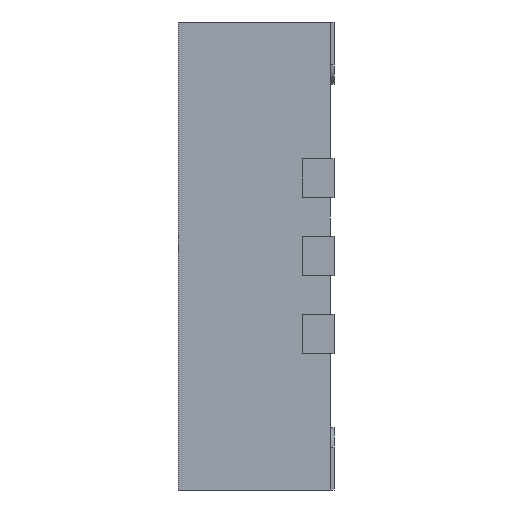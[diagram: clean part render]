
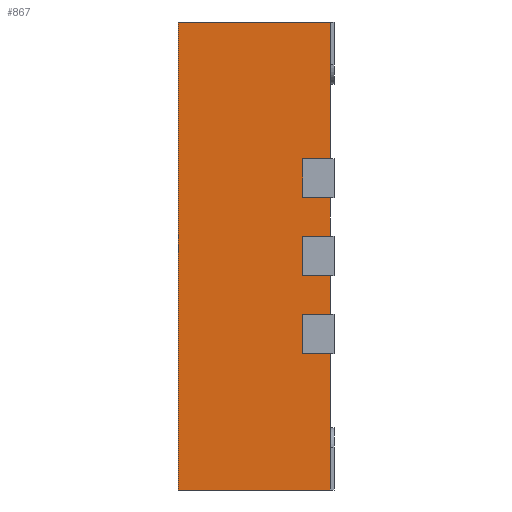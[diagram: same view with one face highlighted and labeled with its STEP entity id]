
A CAD part, left-side view. The second image highlights one B-rep face of the part: STEP entity #867.
In plain terms, the highlighted planar face has unit normal (-1, 0, 0).
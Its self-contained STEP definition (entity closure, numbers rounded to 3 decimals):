
#42 = VECTOR ( 'NONE', #1260, 1000. ) ;
#50 = VECTOR ( 'NONE', #886, 1000. ) ;
#81 = LINE ( 'NONE', #2427, #4118 ) ;
#96 = ORIENTED_EDGE ( 'NONE', *, *, #2160, .F. ) ;
#103 = ORIENTED_EDGE ( 'NONE', *, *, #1719, .T. ) ;
#118 = CARTESIAN_POINT ( 'NONE',  ( -1., 0.2, -0.125 ) ) ;
#121 = LINE ( 'NONE', #1309, #3115 ) ;
#361 = DIRECTION ( 'NONE',  ( 0., -1., 0. ) ) ;
#424 = CARTESIAN_POINT ( 'NONE',  ( -1., 0.2, -0.625 ) ) ;
#447 = CARTESIAN_POINT ( 'NONE',  ( -1., 0.025, 0.625 ) ) ;
#584 = CARTESIAN_POINT ( 'NONE',  ( -1., 0.2, 0.625 ) ) ;
#636 = ORIENTED_EDGE ( 'NONE', *, *, #3562, .T. ) ;
#667 = VERTEX_POINT ( 'NONE', #4860 ) ;
#696 = CARTESIAN_POINT ( 'NONE',  ( -1., 0.025, 0.375 ) ) ;
#704 = VECTOR ( 'NONE', #3061, 1000. ) ;
#843 = VERTEX_POINT ( 'NONE', #2531 ) ;
#867 = ADVANCED_FACE ( 'NONE', ( #1004 ), #1687, .F. ) ;
#886 = DIRECTION ( 'NONE',  ( 0., 1., 0. ) ) ;
#887 = VECTOR ( 'NONE', #3552, 1000. ) ;
#927 = CARTESIAN_POINT ( 'NONE',  ( -1., 1., 1.5 ) ) ;
#957 = EDGE_CURVE ( 'NONE', #1976, #2898, #121, .T. ) ;
#965 = CARTESIAN_POINT ( 'NONE',  ( -1., 0.025, -0.625 ) ) ;
#1004 = FACE_OUTER_BOUND ( 'NONE', #1239, .T. ) ;
#1068 = VECTOR ( 'NONE', #4830, 1000. ) ;
#1115 = LINE ( 'NONE', #4263, #42 ) ;
#1122 = LINE ( 'NONE', #2813, #50 ) ;
#1132 = VERTEX_POINT ( 'NONE', #1948 ) ;
#1162 = CARTESIAN_POINT ( 'NONE',  ( -1., 1., 1.5 ) ) ;
#1167 = CARTESIAN_POINT ( 'NONE',  ( -1., 0.025, -0.375 ) ) ;
#1239 = EDGE_LOOP ( 'NONE', ( #103, #4039, #96, #5039, #4403, #3901, #3809, #4771, #2342, #2249, #4422, #636, #4547, #2435, #2875, #5041 ) ) ;
#1260 = DIRECTION ( 'NONE',  ( 0., 0., 1. ) ) ;
#1309 = CARTESIAN_POINT ( 'NONE',  ( -1., 0.025, -0.125 ) ) ;
#1361 = CARTESIAN_POINT ( 'NONE',  ( -1., 0.2, -0.625 ) ) ;
#1382 = EDGE_CURVE ( 'NONE', #3274, #3399, #3197, .T. ) ;
#1424 = VERTEX_POINT ( 'NONE', #4566 ) ;
#1446 = CARTESIAN_POINT ( 'NONE',  ( -1., 0.025, 0.125 ) ) ;
#1554 = CARTESIAN_POINT ( 'NONE',  ( -1., 0.025, 1.5 ) ) ;
#1580 = EDGE_CURVE ( 'NONE', #4730, #1132, #2247, .T. ) ;
#1639 = LINE ( 'NONE', #3764, #2566 ) ;
#1680 = EDGE_CURVE ( 'NONE', #1132, #3126, #3683, .T. ) ;
#1687 = PLANE ( 'NONE',  #2545 ) ;
#1719 = EDGE_CURVE ( 'NONE', #4730, #2898, #81, .T. ) ;
#1723 = LINE ( 'NONE', #696, #704 ) ;
#1780 = LINE ( 'NONE', #2859, #3733 ) ;
#1782 = VERTEX_POINT ( 'NONE', #584 ) ;
#1824 = DIRECTION ( 'NONE',  ( 0., 0., 1. ) ) ;
#1890 = CARTESIAN_POINT ( 'NONE',  ( -1., 0.025, -0.375 ) ) ;
#1902 = CARTESIAN_POINT ( 'NONE',  ( -1., 0.2, 0.375 ) ) ;
#1904 = LINE ( 'NONE', #1554, #4876 ) ;
#1920 = VECTOR ( 'NONE', #361, 1000. ) ;
#1948 = CARTESIAN_POINT ( 'NONE',  ( -1., 0.2, -0.375 ) ) ;
#1976 = VERTEX_POINT ( 'NONE', #3022 ) ;
#2002 = CARTESIAN_POINT ( 'NONE',  ( -1., 0.025, -0.125 ) ) ;
#2006 = EDGE_CURVE ( 'NONE', #1782, #1424, #2302, .T. ) ;
#2041 = EDGE_CURVE ( 'NONE', #3126, #2219, #4886, .T. ) ;
#2116 = VECTOR ( 'NONE', #3877, 1000. ) ;
#2160 = EDGE_CURVE ( 'NONE', #4287, #1976, #4406, .T. ) ;
#2219 = VERTEX_POINT ( 'NONE', #965 ) ;
#2247 = LINE ( 'NONE', #1167, #2116 ) ;
#2249 = ORIENTED_EDGE ( 'NONE', *, *, #2613, .F. ) ;
#2302 = LINE ( 'NONE', #1902, #3434 ) ;
#2311 = VERTEX_POINT ( 'NONE', #4498 ) ;
#2342 = ORIENTED_EDGE ( 'NONE', *, *, #5038, .T. ) ;
#2427 = CARTESIAN_POINT ( 'NONE',  ( -1., 0.025, 1.5 ) ) ;
#2435 = ORIENTED_EDGE ( 'NONE', *, *, #2041, .F. ) ;
#2451 = EDGE_CURVE ( 'NONE', #2311, #1782, #3180, .T. ) ;
#2452 = DIRECTION ( 'NONE',  ( 0., 0., 1. ) ) ;
#2516 = CARTESIAN_POINT ( 'NONE',  ( -1., 1., 1.5 ) ) ;
#2531 = CARTESIAN_POINT ( 'NONE',  ( -1., 0.025, -1.5 ) ) ;
#2545 = AXIS2_PLACEMENT_3D ( 'NONE', #927, #3964, #4855 ) ;
#2566 = VECTOR ( 'NONE', #1824, 1000. ) ;
#2613 = EDGE_CURVE ( 'NONE', #2770, #4188, #3246, .T. ) ;
#2711 = CARTESIAN_POINT ( 'NONE',  ( -1., 0.025, -0.625 ) ) ;
#2770 = VERTEX_POINT ( 'NONE', #1162 ) ;
#2778 = VECTOR ( 'NONE', #3151, 1000. ) ;
#2796 = EDGE_CURVE ( 'NONE', #843, #2219, #1904, .T. ) ;
#2813 = CARTESIAN_POINT ( 'NONE',  ( -1., 0.025, 0.125 ) ) ;
#2859 = CARTESIAN_POINT ( 'NONE',  ( -1., 1., -1.5 ) ) ;
#2875 = ORIENTED_EDGE ( 'NONE', *, *, #1680, .F. ) ;
#2878 = DIRECTION ( 'NONE',  ( 0., -1., 0. ) ) ;
#2898 = VERTEX_POINT ( 'NONE', #2002 ) ;
#3022 = CARTESIAN_POINT ( 'NONE',  ( -1., 0.2, -0.125 ) ) ;
#3061 = DIRECTION ( 'NONE',  ( 0., -1., 0. ) ) ;
#3086 = CARTESIAN_POINT ( 'NONE',  ( -1., 0.025, 0.375 ) ) ;
#3094 = EDGE_CURVE ( 'NONE', #3274, #4287, #1122, .T. ) ;
#3115 = VECTOR ( 'NONE', #3994, 1000. ) ;
#3126 = VERTEX_POINT ( 'NONE', #1361 ) ;
#3151 = DIRECTION ( 'NONE',  ( 0., 0., -1. ) ) ;
#3180 = LINE ( 'NONE', #447, #887 ) ;
#3197 = LINE ( 'NONE', #3355, #4247 ) ;
#3246 = LINE ( 'NONE', #2516, #1068 ) ;
#3251 = DIRECTION ( 'NONE',  ( 0., 0., -1. ) ) ;
#3274 = VERTEX_POINT ( 'NONE', #1446 ) ;
#3355 = CARTESIAN_POINT ( 'NONE',  ( -1., 0.025, 1.5 ) ) ;
#3399 = VERTEX_POINT ( 'NONE', #3086 ) ;
#3418 = EDGE_CURVE ( 'NONE', #667, #2770, #1115, .T. ) ;
#3434 = VECTOR ( 'NONE', #4614, 1000. ) ;
#3552 = DIRECTION ( 'NONE',  ( 0., 1., 0. ) ) ;
#3562 = EDGE_CURVE ( 'NONE', #667, #843, #1780, .T. ) ;
#3683 = LINE ( 'NONE', #424, #2778 ) ;
#3733 = VECTOR ( 'NONE', #2878, 1000. ) ;
#3755 = DIRECTION ( 'NONE',  ( 0., 0., 1. ) ) ;
#3764 = CARTESIAN_POINT ( 'NONE',  ( -1., 0.025, 1.5 ) ) ;
#3776 = EDGE_CURVE ( 'NONE', #1424, #3399, #1723, .T. ) ;
#3809 = ORIENTED_EDGE ( 'NONE', *, *, #2006, .F. ) ;
#3839 = CARTESIAN_POINT ( 'NONE',  ( -1., 0.025, 1.5 ) ) ;
#3877 = DIRECTION ( 'NONE',  ( 0., 1., 0. ) ) ;
#3879 = CARTESIAN_POINT ( 'NONE',  ( -1., 0.2, 0.125 ) ) ;
#3884 = DIRECTION ( 'NONE',  ( 0., 0., 1. ) ) ;
#3901 = ORIENTED_EDGE ( 'NONE', *, *, #3776, .F. ) ;
#3964 = DIRECTION ( 'NONE',  ( 1., 0., 0. ) ) ;
#3994 = DIRECTION ( 'NONE',  ( 0., -1., 0. ) ) ;
#4039 = ORIENTED_EDGE ( 'NONE', *, *, #957, .F. ) ;
#4118 = VECTOR ( 'NONE', #2452, 1000. ) ;
#4188 = VERTEX_POINT ( 'NONE', #3839 ) ;
#4247 = VECTOR ( 'NONE', #3755, 1000. ) ;
#4263 = CARTESIAN_POINT ( 'NONE',  ( -1., 1., 1.5 ) ) ;
#4287 = VERTEX_POINT ( 'NONE', #3879 ) ;
#4290 = VECTOR ( 'NONE', #3251, 1000. ) ;
#4403 = ORIENTED_EDGE ( 'NONE', *, *, #1382, .T. ) ;
#4406 = LINE ( 'NONE', #118, #4290 ) ;
#4422 = ORIENTED_EDGE ( 'NONE', *, *, #3418, .F. ) ;
#4498 = CARTESIAN_POINT ( 'NONE',  ( -1., 0.025, 0.625 ) ) ;
#4547 = ORIENTED_EDGE ( 'NONE', *, *, #2796, .T. ) ;
#4566 = CARTESIAN_POINT ( 'NONE',  ( -1., 0.2, 0.375 ) ) ;
#4614 = DIRECTION ( 'NONE',  ( 0., 0., -1. ) ) ;
#4730 = VERTEX_POINT ( 'NONE', #1890 ) ;
#4771 = ORIENTED_EDGE ( 'NONE', *, *, #2451, .F. ) ;
#4830 = DIRECTION ( 'NONE',  ( 0., -1., 0. ) ) ;
#4855 = DIRECTION ( 'NONE',  ( 0., 0., -1. ) ) ;
#4860 = CARTESIAN_POINT ( 'NONE',  ( -1., 1., -1.5 ) ) ;
#4876 = VECTOR ( 'NONE', #3884, 1000. ) ;
#4886 = LINE ( 'NONE', #2711, #1920 ) ;
#5038 = EDGE_CURVE ( 'NONE', #2311, #4188, #1639, .T. ) ;
#5039 = ORIENTED_EDGE ( 'NONE', *, *, #3094, .F. ) ;
#5041 = ORIENTED_EDGE ( 'NONE', *, *, #1580, .F. ) ;
